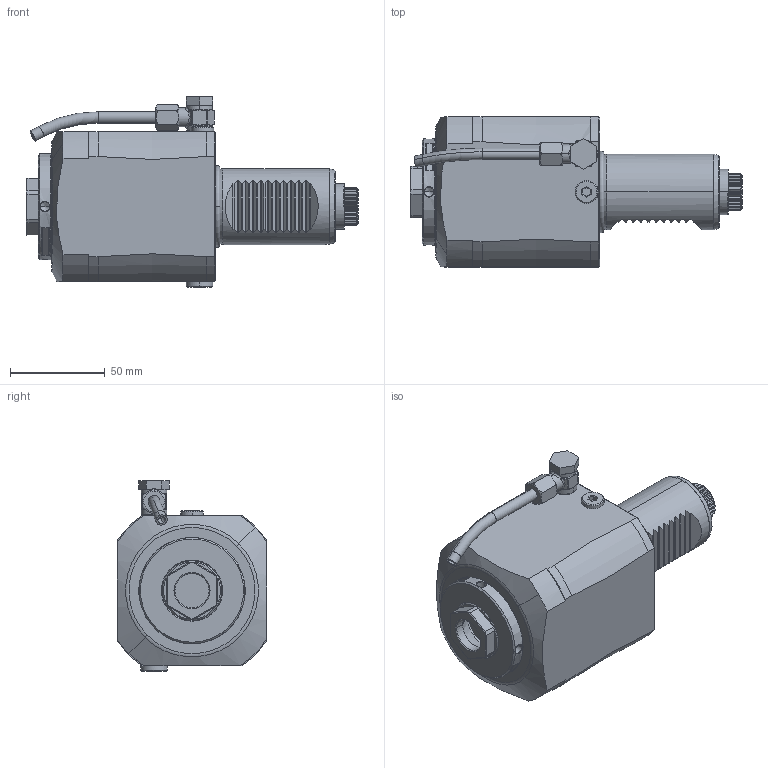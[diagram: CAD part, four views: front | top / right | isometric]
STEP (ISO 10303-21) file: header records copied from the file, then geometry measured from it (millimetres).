
FILE_DESCRIPTION((''),'2;1');
FILE_NAME('NGT1_40_135_25_3HD','2022-05-25T',('vali'),('NOVA GRUP'),'PRO/ENGINEER BY PARAMETRIC TECHNOLOGY CORPORATION, 2010280','PRO/ENGINEER BY PARAMETRIC TECHNOLOGY CORPORATION, 2010280','');
FILE_SCHEMA(('CONFIG_CONTROL_DESIGN'));
Length unit declared in the file: millimetre
Products named in the file (1): NGT1_40_135_25_3HD
Bounding box: 175 x 79 x 100.4 mm (x, y, z)
Volume: 605944.7 mm3; surface area: 53988.6 mm2
Topology: 2 solids, 3 shells, 502 faces, 1332 edges, 850 vertices
Faces by surface type: cylinder 204, plane 154, cone 74, torus 38, bspline 32
Entity records: 20103 total; most frequent: CARTESIAN_POINT 8253, ORIENTED_EDGE 2648, DIRECTION 2245, EDGE_CURVE 1324, AXIS2_PLACEMENT_3D 882, VERTEX_POINT 850, EDGE_LOOP 532, FACE_OUTER_BOUND 502
